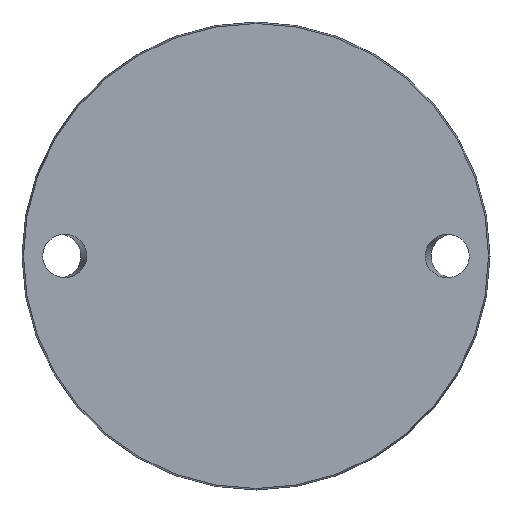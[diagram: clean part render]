
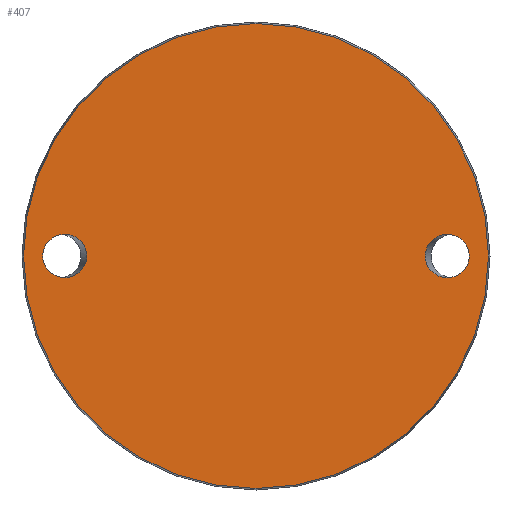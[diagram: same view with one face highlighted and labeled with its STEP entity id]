
A CAD part, front view. The second image highlights one B-rep face of the part: STEP entity #407.
In plain terms, the highlighted planar face has unit normal (0, -1, 0).
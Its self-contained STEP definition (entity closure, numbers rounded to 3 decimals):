
#19 = AXIS2_PLACEMENT_3D ( 'NONE', #429, #239, #786 ) ;
#44 = CARTESIAN_POINT ( 'NONE',  ( -81.115, 0., 0. ) ) ;
#67 = DIRECTION ( 'NONE',  ( 0., -1., 0. ) ) ;
#104 = ORIENTED_EDGE ( 'NONE', *, *, #640, .F. ) ;
#107 = CARTESIAN_POINT ( 'NONE',  ( 64.385, 0., 0. ) ) ;
#118 = EDGE_LOOP ( 'NONE', ( #809 ) ) ;
#132 = CARTESIAN_POINT ( 'NONE',  ( -81.115, 0., 0. ) ) ;
#145 = EDGE_CURVE ( 'NONE', #224, #224, #252, .T. ) ;
#196 = CARTESIAN_POINT ( 'NONE',  ( 81.115, 0., 0. ) ) ;
#207 = ORIENTED_EDGE ( 'NONE', *, *, #145, .T. ) ;
#215 =( BOUNDED_CURVE ( )  B_SPLINE_CURVE ( 3, ( #44, #290, #755, #596, #896, #364, #132 ),
 .UNSPECIFIED., .T., .T. ) 
 B_SPLINE_CURVE_WITH_KNOTS ( ( 4, 3, 4 ),
 ( 0., 3.142, 6.283 ),
 .UNSPECIFIED. ) 
 CURVE ( )  GEOMETRIC_REPRESENTATION_ITEM ( )  RATIONAL_B_SPLINE_CURVE ( ( 1., 0.333, 0.333, 1., 0.333, 0.333, 1. ) ) 
 REPRESENTATION_ITEM ( '' )  );
#224 = VERTEX_POINT ( 'NONE', #928 ) ;
#236 = VERTEX_POINT ( 'NONE', #701 ) ;
#239 = DIRECTION ( 'NONE',  ( 0., 1., 0. ) ) ;
#252 = CIRCLE ( 'NONE', #794, 88.425 ) ;
#290 = CARTESIAN_POINT ( 'NONE',  ( -81.115, 0., 16.5 ) ) ;
#318 = FACE_BOUND ( 'NONE', #118, .T. ) ;
#350 = FACE_OUTER_BOUND ( 'NONE', #863, .T. ) ;
#364 = CARTESIAN_POINT ( 'NONE',  ( -81.115, 0., -16.5 ) ) ;
#407 = ADVANCED_FACE ( 'NONE', ( #318, #887, #350 ), #934, .F. ) ;
#408 = VERTEX_POINT ( 'NONE', #944 ) ;
#429 = CARTESIAN_POINT ( 'NONE',  ( -88.425, 0., 0. ) ) ;
#480 = CARTESIAN_POINT ( 'NONE',  ( 64.385, 0., -16.5 ) ) ;
#506 = CARTESIAN_POINT ( 'NONE',  ( 64.385, 0., 16.5 ) ) ;
#507 = EDGE_LOOP ( 'NONE', ( #104 ) ) ;
#554 =( BOUNDED_CURVE ( )  B_SPLINE_CURVE ( 3, ( #574, #480, #644, #196, #802, #506, #107 ),
 .UNSPECIFIED., .T., .T. ) 
 B_SPLINE_CURVE_WITH_KNOTS ( ( 4, 3, 4 ),
 ( 0., 3.142, 6.283 ),
 .UNSPECIFIED. ) 
 CURVE ( )  GEOMETRIC_REPRESENTATION_ITEM ( )  RATIONAL_B_SPLINE_CURVE ( ( 1., 0.333, 0.333, 1., 0.333, 0.333, 1. ) ) 
 REPRESENTATION_ITEM ( '' )  );
#574 = CARTESIAN_POINT ( 'NONE',  ( 64.385, 0., 0. ) ) ;
#596 = CARTESIAN_POINT ( 'NONE',  ( -64.385, 0., 0. ) ) ;
#640 = EDGE_CURVE ( 'NONE', #236, #236, #554, .T. ) ;
#644 = CARTESIAN_POINT ( 'NONE',  ( 81.115, 0., -16.5 ) ) ;
#701 = CARTESIAN_POINT ( 'NONE',  ( 64.385, 0., 0. ) ) ;
#755 = CARTESIAN_POINT ( 'NONE',  ( -64.385, 0., 16.5 ) ) ;
#768 = CARTESIAN_POINT ( 'NONE',  ( 0., 0., 0. ) ) ;
#786 = DIRECTION ( 'NONE',  ( 0., 0., 1. ) ) ;
#794 = AXIS2_PLACEMENT_3D ( 'NONE', #768, #67, #915 ) ;
#802 = CARTESIAN_POINT ( 'NONE',  ( 81.115, 0., 16.5 ) ) ;
#809 = ORIENTED_EDGE ( 'NONE', *, *, #817, .T. ) ;
#817 = EDGE_CURVE ( 'NONE', #408, #408, #215, .T. ) ;
#863 = EDGE_LOOP ( 'NONE', ( #207 ) ) ;
#887 = FACE_BOUND ( 'NONE', #507, .T. ) ;
#896 = CARTESIAN_POINT ( 'NONE',  ( -64.385, 0., -16.5 ) ) ;
#915 = DIRECTION ( 'NONE',  ( 0., 0., -1. ) ) ;
#928 = CARTESIAN_POINT ( 'NONE',  ( 0., 0., -88.425 ) ) ;
#934 = PLANE ( 'NONE',  #19 ) ;
#944 = CARTESIAN_POINT ( 'NONE',  ( -81.115, 0., 0. ) ) ;
